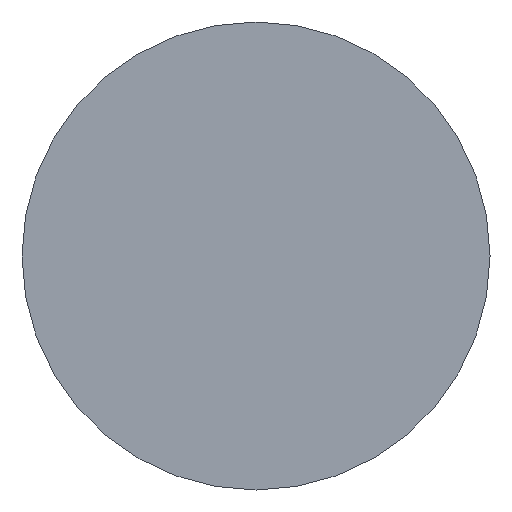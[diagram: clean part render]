
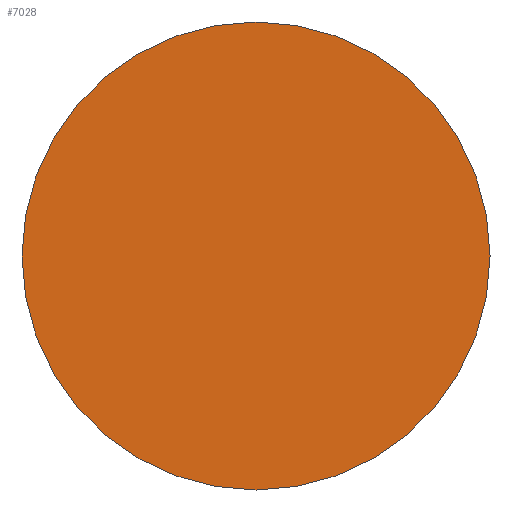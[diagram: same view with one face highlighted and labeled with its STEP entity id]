
A CAD part, front view. The second image highlights one B-rep face of the part: STEP entity #7028.
In plain terms, the highlighted planar face has unit normal (0, -1, 0).
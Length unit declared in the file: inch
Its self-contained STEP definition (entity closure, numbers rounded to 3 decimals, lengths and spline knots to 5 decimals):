
#1272 = CIRCLE ( 'NONE', #3701, 0.25 ) ;
#1274 = CIRCLE ( 'NONE', #3697, 0.25 ) ;
#1519 = CARTESIAN_POINT ( 'NONE',  ( 0., 0., 0. ) ) ;
#1766 = DIRECTION ( 'NONE',  ( 0., -1., 0. ) ) ;
#1767 = DIRECTION ( 'NONE',  ( 0., 0., -1. ) ) ;
#1771 = CARTESIAN_POINT ( 'NONE',  ( 0., 0., 0. ) ) ;
#1775 = DIRECTION ( 'NONE',  ( 0., -1., 0. ) ) ;
#1776 = DIRECTION ( 'NONE',  ( 0., 0., -1. ) ) ;
#2585 = EDGE_LOOP ( 'NONE', ( #3890, #3885 ) ) ;
#3697 = AXIS2_PLACEMENT_3D ( 'NONE', #1519, #1766, #1767 ) ;
#3701 = AXIS2_PLACEMENT_3D ( 'NONE', #1771, #1775, #1776 ) ;
#3879 = VERTEX_POINT ( 'NONE', #4818 ) ;
#3880 = VERTEX_POINT ( 'NONE', #4819 ) ;
#3885 = ORIENTED_EDGE ( 'NONE', *, *, #5882, .T. ) ;
#3890 = ORIENTED_EDGE ( 'NONE', *, *, #5885, .T. ) ;
#4818 = CARTESIAN_POINT ( 'NONE',  ( 0., 0., 0.25 ) ) ;
#4819 = CARTESIAN_POINT ( 'NONE',  ( 0., 0., -0.25 ) ) ;
#5882 = EDGE_CURVE ( 'NONE', #3880, #3879, #1274, .T. ) ;
#5885 = EDGE_CURVE ( 'NONE', #3879, #3880, #1272, .T. ) ;
#6068 = FACE_OUTER_BOUND ( 'NONE', #2585, .T. ) ;
#6077 = AXIS2_PLACEMENT_3D ( 'NONE', #7445, #7446, #7447 ) ;
#7028 = ADVANCED_FACE ( 'NONE', ( #6068 ), #7444, .T. ) ;
#7444 = PLANE ( 'NONE',  #6077 ) ;
#7445 = CARTESIAN_POINT ( 'NONE',  ( 0., 0., 0. ) ) ;
#7446 = DIRECTION ( 'NONE',  ( 0., -1., 0. ) ) ;
#7447 = DIRECTION ( 'NONE',  ( 0., 0., -1. ) ) ;
